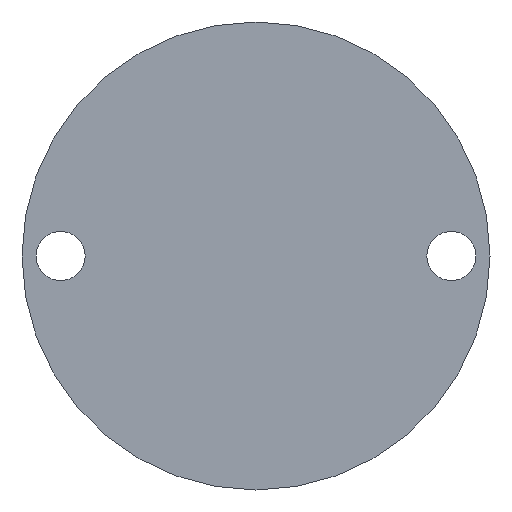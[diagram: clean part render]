
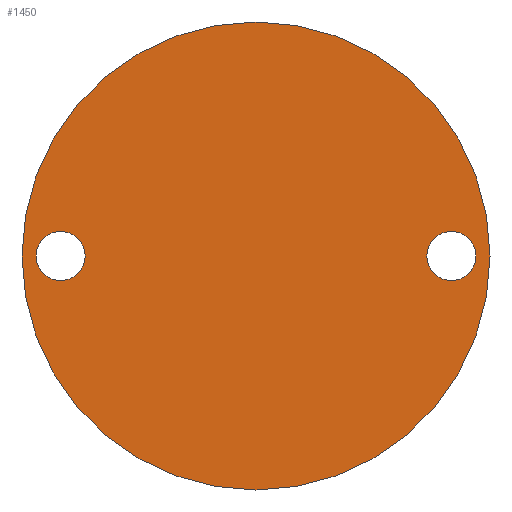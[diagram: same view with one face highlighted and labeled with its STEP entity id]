
A CAD part, front view. The second image highlights one B-rep face of the part: STEP entity #1450.
In plain terms, the highlighted planar face has unit normal (0, -1, 0).
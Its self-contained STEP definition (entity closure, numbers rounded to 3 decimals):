
#33 = DIRECTION ( 'NONE',  ( 0., 1., 0. ) ) ;
#58 = CARTESIAN_POINT ( 'NONE',  ( -50., 0., 0. ) ) ;
#82 = DIRECTION ( 'NONE',  ( -1., 0., 0. ) ) ;
#109 = DIRECTION ( 'NONE',  ( -1., 0., 0. ) ) ;
#111 = ORIENTED_EDGE ( 'NONE', *, *, #1792, .T. ) ;
#125 = AXIS2_PLACEMENT_3D ( 'NONE', #1487, #1796, #875 ) ;
#143 = CARTESIAN_POINT ( 'NONE',  ( 36.5, 0., 0. ) ) ;
#169 = EDGE_CURVE ( 'NONE', #1563, #1583, #1380, .T. ) ;
#206 = ORIENTED_EDGE ( 'NONE', *, *, #1506, .T. ) ;
#232 = VERTEX_POINT ( 'NONE', #1374 ) ;
#371 = DIRECTION ( 'NONE',  ( 0., 1., 0. ) ) ;
#378 = AXIS2_PLACEMENT_3D ( 'NONE', #684, #371, #1307 ) ;
#411 = DIRECTION ( 'NONE',  ( 0., 1., 0. ) ) ;
#475 = DIRECTION ( 'NONE',  ( 0., 1., 0. ) ) ;
#516 = CARTESIAN_POINT ( 'NONE',  ( 41.75, 0., 0. ) ) ;
#540 = ORIENTED_EDGE ( 'NONE', *, *, #169, .T. ) ;
#550 = DIRECTION ( 'NONE',  ( 0., -1., 0. ) ) ;
#566 = VERTEX_POINT ( 'NONE', #143 ) ;
#607 = ORIENTED_EDGE ( 'NONE', *, *, #945, .T. ) ;
#631 = EDGE_LOOP ( 'NONE', ( #1006, #111 ) ) ;
#651 = DIRECTION ( 'NONE',  ( -1., 0., 0. ) ) ;
#661 = CARTESIAN_POINT ( 'NONE',  ( -36.5, 0., 0. ) ) ;
#670 = VERTEX_POINT ( 'NONE', #58 ) ;
#684 = CARTESIAN_POINT ( 'NONE',  ( -41.75, 0., 0. ) ) ;
#693 = CIRCLE ( 'NONE', #378, 5.25 ) ;
#812 = CARTESIAN_POINT ( 'NONE',  ( -47., 0., 0. ) ) ;
#875 = DIRECTION ( 'NONE',  ( 1., 0., 0. ) ) ;
#910 = FACE_OUTER_BOUND ( 'NONE', #631, .T. ) ;
#911 = CIRCLE ( 'NONE', #1183, 5.25 ) ;
#935 = CARTESIAN_POINT ( 'NONE',  ( 47., 0., 0. ) ) ;
#945 = EDGE_CURVE ( 'NONE', #1583, #1563, #693, .T. ) ;
#952 = AXIS2_PLACEMENT_3D ( 'NONE', #516, #1898, #82 ) ;
#956 = AXIS2_PLACEMENT_3D ( 'NONE', #1346, #550, #1167 ) ;
#989 = CIRCLE ( 'NONE', #125, 50. ) ;
#1006 = ORIENTED_EDGE ( 'NONE', *, *, #1701, .T. ) ;
#1044 = EDGE_CURVE ( 'NONE', #566, #1385, #911, .T. ) ;
#1092 = DIRECTION ( 'NONE',  ( -1., 0., 0. ) ) ;
#1111 = CARTESIAN_POINT ( 'NONE',  ( -41.75, 0., 0. ) ) ;
#1167 = DIRECTION ( 'NONE',  ( 1., 0., 0. ) ) ;
#1178 = CARTESIAN_POINT ( 'NONE',  ( 41.75, 0., 0. ) ) ;
#1183 = AXIS2_PLACEMENT_3D ( 'NONE', #1178, #411, #109 ) ;
#1233 = CARTESIAN_POINT ( 'NONE',  ( 0., 0., 0. ) ) ;
#1244 = FACE_BOUND ( 'NONE', #1649, .T. ) ;
#1262 = FACE_BOUND ( 'NONE', #1812, .T. ) ;
#1307 = DIRECTION ( 'NONE',  ( -1., 0., 0. ) ) ;
#1346 = CARTESIAN_POINT ( 'NONE',  ( 0., 0., 0. ) ) ;
#1348 = ORIENTED_EDGE ( 'NONE', *, *, #1044, .T. ) ;
#1374 = CARTESIAN_POINT ( 'NONE',  ( 50., 0., 0. ) ) ;
#1380 = CIRCLE ( 'NONE', #1646, 5.25 ) ;
#1385 = VERTEX_POINT ( 'NONE', #935 ) ;
#1450 = ADVANCED_FACE ( 'NONE', ( #1262, #1244, #910 ), #1876, .F. ) ;
#1487 = CARTESIAN_POINT ( 'NONE',  ( 0., 0., 0. ) ) ;
#1506 = EDGE_CURVE ( 'NONE', #1385, #566, #1725, .T. ) ;
#1563 = VERTEX_POINT ( 'NONE', #812 ) ;
#1583 = VERTEX_POINT ( 'NONE', #661 ) ;
#1646 = AXIS2_PLACEMENT_3D ( 'NONE', #1111, #475, #1092 ) ;
#1649 = EDGE_LOOP ( 'NONE', ( #1348, #206 ) ) ;
#1701 = EDGE_CURVE ( 'NONE', #232, #670, #989, .T. ) ;
#1725 = CIRCLE ( 'NONE', #952, 5.25 ) ;
#1758 = CIRCLE ( 'NONE', #956, 50. ) ;
#1792 = EDGE_CURVE ( 'NONE', #670, #232, #1758, .T. ) ;
#1796 = DIRECTION ( 'NONE',  ( 0., -1., 0. ) ) ;
#1812 = EDGE_LOOP ( 'NONE', ( #540, #607 ) ) ;
#1876 = PLANE ( 'NONE',  #1890 ) ;
#1890 = AXIS2_PLACEMENT_3D ( 'NONE', #1233, #33, #651 ) ;
#1898 = DIRECTION ( 'NONE',  ( 0., 1., 0. ) ) ;
